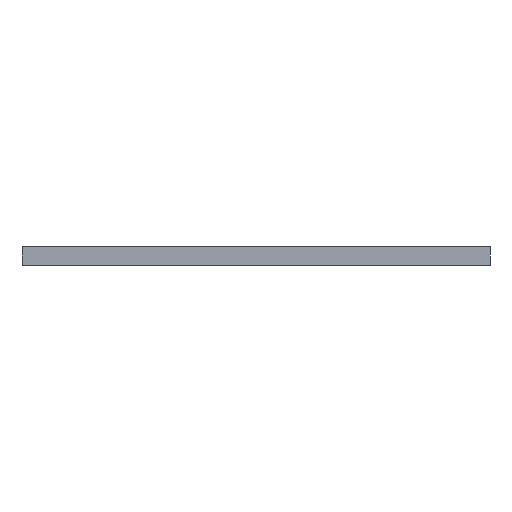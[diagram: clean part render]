
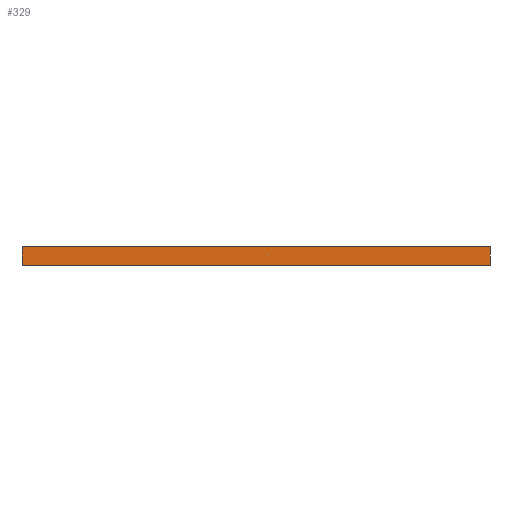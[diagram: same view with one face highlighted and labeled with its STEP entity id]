
A CAD part, front view. The second image highlights one B-rep face of the part: STEP entity #329.
In plain terms, the highlighted planar face has unit normal (0, -1, 0).
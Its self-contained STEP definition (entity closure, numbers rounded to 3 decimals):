
#64 = VERTEX_POINT ( 'NONE', #1296 ) ;
#75 = ORIENTED_EDGE ( 'NONE', *, *, #529, .T. ) ;
#97 = VECTOR ( 'NONE', #814, 1000. ) ;
#122 = VERTEX_POINT ( 'NONE', #679 ) ;
#136 = DIRECTION ( 'NONE',  ( 1., 0., 0. ) ) ;
#170 = EDGE_CURVE ( 'NONE', #122, #608, #315, .T. ) ;
#183 = VECTOR ( 'NONE', #1270, 1000. ) ;
#217 = ORIENTED_EDGE ( 'NONE', *, *, #170, .F. ) ;
#281 = DIRECTION ( 'NONE',  ( 0., 0., 1. ) ) ;
#289 = EDGE_CURVE ( 'NONE', #843, #608, #851, .T. ) ;
#315 = LINE ( 'NONE', #641, #812 ) ;
#328 = LINE ( 'NONE', #446, #183 ) ;
#329 = ADVANCED_FACE ( 'NONE', ( #1344 ), #740, .F. ) ;
#388 = CARTESIAN_POINT ( 'NONE',  ( -119.912, -181.309, 10. ) ) ;
#414 = AXIS2_PLACEMENT_3D ( 'NONE', #388, #1144, #281 ) ;
#446 = CARTESIAN_POINT ( 'NONE',  ( -119.912, -181.309, 10. ) ) ;
#529 = EDGE_CURVE ( 'NONE', #64, #843, #328, .T. ) ;
#606 = CARTESIAN_POINT ( 'NONE',  ( -119.912, -181.309, 10. ) ) ;
#608 = VERTEX_POINT ( 'NONE', #1276 ) ;
#641 = CARTESIAN_POINT ( 'NONE',  ( 130.088, -181.309, 10. ) ) ;
#679 = CARTESIAN_POINT ( 'NONE',  ( 130.088, -181.309, 10. ) ) ;
#736 = VECTOR ( 'NONE', #136, 1000. ) ;
#740 = PLANE ( 'NONE',  #414 ) ;
#801 = ORIENTED_EDGE ( 'NONE', *, *, #289, .T. ) ;
#812 = VECTOR ( 'NONE', #1325, 1000. ) ;
#814 = DIRECTION ( 'NONE',  ( 1., 0., 0. ) ) ;
#843 = VERTEX_POINT ( 'NONE', #1201 ) ;
#851 = LINE ( 'NONE', #1152, #736 ) ;
#893 = LINE ( 'NONE', #606, #97 ) ;
#1144 = DIRECTION ( 'NONE',  ( 0., 1., 0. ) ) ;
#1152 = CARTESIAN_POINT ( 'NONE',  ( -119.912, -181.309, 0. ) ) ;
#1184 = EDGE_CURVE ( 'NONE', #64, #122, #893, .T. ) ;
#1201 = CARTESIAN_POINT ( 'NONE',  ( -119.912, -181.309, 0. ) ) ;
#1202 = EDGE_LOOP ( 'NONE', ( #801, #217, #1355, #75 ) ) ;
#1270 = DIRECTION ( 'NONE',  ( 0., 0., -1. ) ) ;
#1276 = CARTESIAN_POINT ( 'NONE',  ( 130.088, -181.309, 0. ) ) ;
#1296 = CARTESIAN_POINT ( 'NONE',  ( -119.912, -181.309, 10. ) ) ;
#1325 = DIRECTION ( 'NONE',  ( 0., 0., -1. ) ) ;
#1344 = FACE_OUTER_BOUND ( 'NONE', #1202, .T. ) ;
#1355 = ORIENTED_EDGE ( 'NONE', *, *, #1184, .F. ) ;
